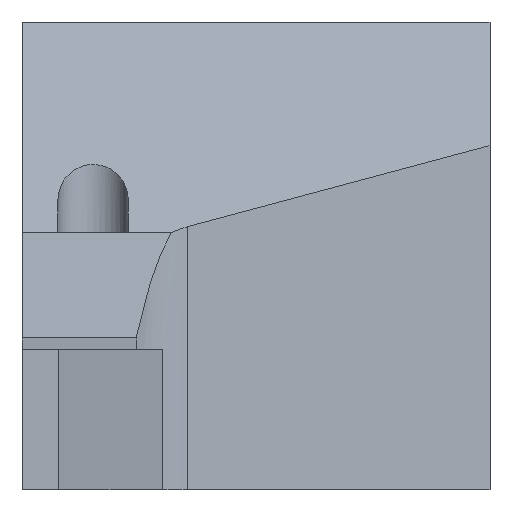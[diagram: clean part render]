
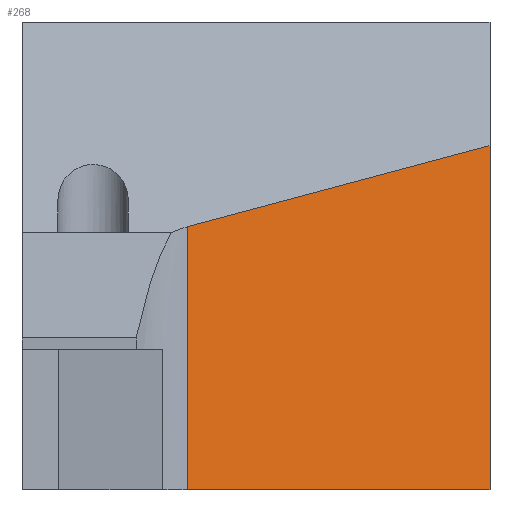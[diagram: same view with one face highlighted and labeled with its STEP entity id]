
A CAD part, left-side view. The second image highlights one B-rep face of the part: STEP entity #268.
In plain terms, the highlighted planar face has unit normal (-0.966, -0.259, 0).
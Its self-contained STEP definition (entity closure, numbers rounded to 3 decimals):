
#5 = CARTESIAN_POINT ( 'NONE',  ( -107.367, -28.769, -10. ) ) ;
#44 = VERTEX_POINT ( 'NONE', #156 ) ;
#58 = FACE_OUTER_BOUND ( 'NONE', #367, .T. ) ;
#132 = LINE ( 'NONE', #1151, #785 ) ;
#135 = ORIENTED_EDGE ( 'NONE', *, *, #1120, .T. ) ;
#156 = CARTESIAN_POINT ( 'NONE',  ( -115.076, 0., -10. ) ) ;
#248 = CARTESIAN_POINT ( 'NONE',  ( -108.16, -25.811, 11.634 ) ) ;
#261 = EDGE_CURVE ( 'NONE', #397, #1176, #294, .T. ) ;
#268 = ADVANCED_FACE ( 'NONE', ( #58 ), #1205, .T. ) ;
#294 = LINE ( 'NONE', #526, #540 ) ;
#367 = EDGE_LOOP ( 'NONE', ( #1060, #135, #1081, #419 ) ) ;
#393 = EDGE_CURVE ( 'NONE', #397, #512, #920, .T. ) ;
#397 = VERTEX_POINT ( 'NONE', #673 ) ;
#410 = CARTESIAN_POINT ( 'NONE',  ( -115.076, 0., 4.718 ) ) ;
#419 = ORIENTED_EDGE ( 'NONE', *, *, #393, .F. ) ;
#498 = VECTOR ( 'NONE', #1250, 1000. ) ;
#512 = VERTEX_POINT ( 'NONE', #410 ) ;
#515 = DIRECTION ( 'NONE',  ( 0., 0., -1. ) ) ;
#526 = CARTESIAN_POINT ( 'NONE',  ( -118.541, 12.933, 166.61 ) ) ;
#540 = VECTOR ( 'NONE', #515, 1000. ) ;
#577 = DIRECTION ( 'NONE',  ( 0., 0., -1. ) ) ;
#648 = EDGE_CURVE ( 'NONE', #512, #44, #132, .T. ) ;
#673 = CARTESIAN_POINT ( 'NONE',  ( -118.541, 12.933, 1.253 ) ) ;
#728 = DIRECTION ( 'NONE',  ( 0.259, -0.966, 0. ) ) ;
#785 = VECTOR ( 'NONE', #577, 1000. ) ;
#790 = LINE ( 'NONE', #5, #498 ) ;
#920 = LINE ( 'NONE', #248, #1267 ) ;
#921 = AXIS2_PLACEMENT_3D ( 'NONE', #1211, #983, #728 ) ;
#922 = CARTESIAN_POINT ( 'NONE',  ( -118.541, 12.933, -10. ) ) ;
#983 = DIRECTION ( 'NONE',  ( -0.966, -0.259, 0. ) ) ;
#1060 = ORIENTED_EDGE ( 'NONE', *, *, #261, .T. ) ;
#1081 = ORIENTED_EDGE ( 'NONE', *, *, #648, .F. ) ;
#1120 = EDGE_CURVE ( 'NONE', #1176, #44, #790, .T. ) ;
#1151 = CARTESIAN_POINT ( 'NONE',  ( -115.076, 0., -10. ) ) ;
#1176 = VERTEX_POINT ( 'NONE', #922 ) ;
#1205 = PLANE ( 'NONE',  #921 ) ;
#1211 = CARTESIAN_POINT ( 'NONE',  ( -118.541, 12.933, 166.61 ) ) ;
#1241 = DIRECTION ( 'NONE',  ( 0.251, -0.935, 0.251 ) ) ;
#1250 = DIRECTION ( 'NONE',  ( 0.259, -0.966, 0. ) ) ;
#1267 = VECTOR ( 'NONE', #1241, 1000. ) ;
